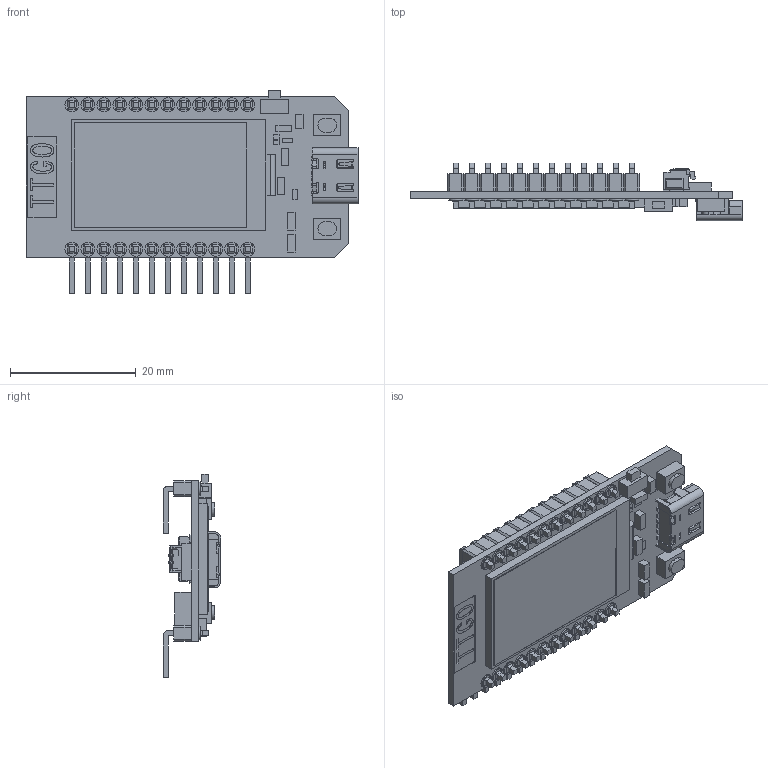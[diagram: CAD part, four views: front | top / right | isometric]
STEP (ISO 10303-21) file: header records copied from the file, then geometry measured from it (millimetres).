
FILE_DESCRIPTION(/* description */ (''),/* implementation_level */ '2;1');
FILE_NAME(/* name */ 'RE TTGO .step',/* time_stamp */ '2022-11-20T13:04:27-05:00',/* author */ (''),/* organization */ (''),/* preprocessor_version */ 'ST-DEVELOPER v19.2',/* originating_system */ 'Autodesk Translation Framework v11.17.0.187',/* authorisation */ '');
FILE_SCHEMA (('AUTOMOTIVE_DESIGN { 1 0 10303 214 3 1 1 }'));
Length unit declared in the file: millimetre
Products named in the file (7): RE TTGO; USB Connector Type C female 6pin v1; P2; MOLEX1.25-WS-2P (1); MOLEX1.25-WS-Òý½Å; LOGO?0.25; MOLEX1.25-WS-2P
Assembly tree (7 placements, depth 4):
  RE TTGO
    USB Connector Type C female 6pin v1
    P2
      MOLEX1.25-WS-2P (1)
        MOLEX1.25-WS-Òý½Å  x2
        LOGO?0.25
        MOLEX1.25-WS-2P
Bounding box: 52.85 x 9.15 x 32.39 mm (x, y, z)
Volume: 3377.9 mm3; surface area: 5339.2 mm2
Topology: 36 solids, 36 shells, 1746 faces, 4484 edges, 2921 vertices
Faces by surface type: plane 1300, cylinder 367, bspline 75, cone 2, sphere 2
Full cylindrical faces by diameter (mm): 0.013 x1, 0.1 x3, 0.65 x1, 0.75 x1, 2.2 x24
Entity records: 52518 total; most frequent: CARTESIAN_POINT 10310, ORIENTED_EDGE 8786, DIRECTION 8212, EDGE_CURVE 4393, LINE 3638, VECTOR 3638, VERTEX_POINT 2863, AXIS2_PLACEMENT_3D 2287
